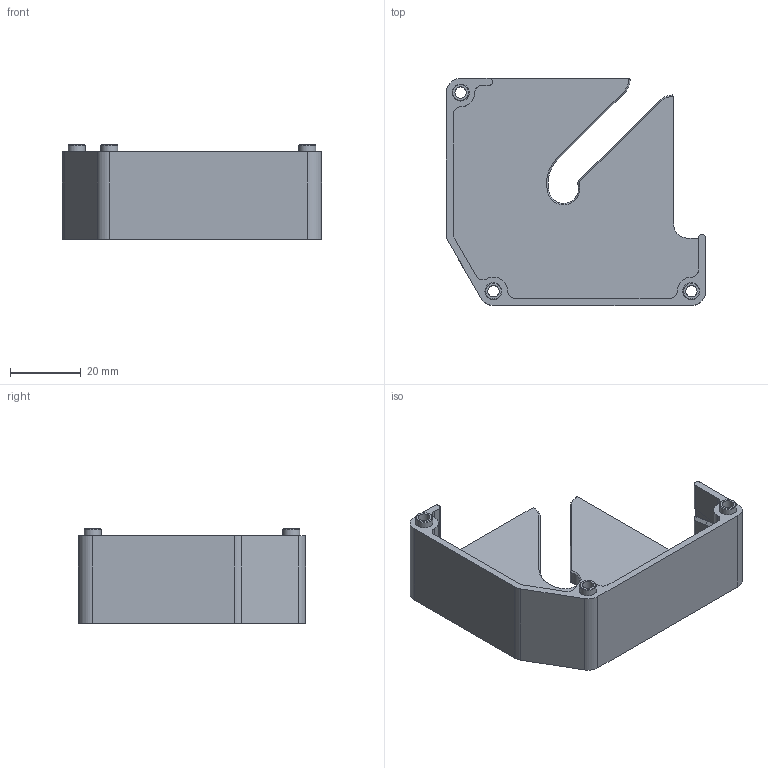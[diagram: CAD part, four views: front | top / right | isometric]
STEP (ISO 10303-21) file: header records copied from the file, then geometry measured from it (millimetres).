
FILE_DESCRIPTION(('FreeCAD Model'),'2;1');
FILE_NAME('SpoolHolder.step','2020-09-26T11:27:48',('Author'),(''), 'Open CASCADE STEP processor 7.3','FreeCAD','Unknown');
FILE_SCHEMA(('AUTOMOTIVE_DESIGN { 1 0 10303 214 1 1 1 1 }'));
Length unit declared in the file: millimetre
Products named in the file (1): SpoolHolder
Bounding box: 73 x 64 x 26.6 mm (x, y, z)
Volume: 23507.2 mm3; surface area: 15997.3 mm2
Topology: 1 solids, 1 shells, 105 faces, 257 edges, 160 vertices
Faces by surface type: plane 37, cylinder 35, cone 21, revolution 6, torus 4, extrusion 2
Full cylindrical faces by diameter (mm): 3.2 x3, 4.8 x3, 5 x3
Entity records: 3384 total; most frequent: CARTESIAN_POINT 801, DIRECTION 566, ORIENTED_EDGE 514, EDGE_CURVE 257, AXIS2_PLACEMENT_3D 214, VERTEX_POINT 160, VECTOR 132, LINE 130
